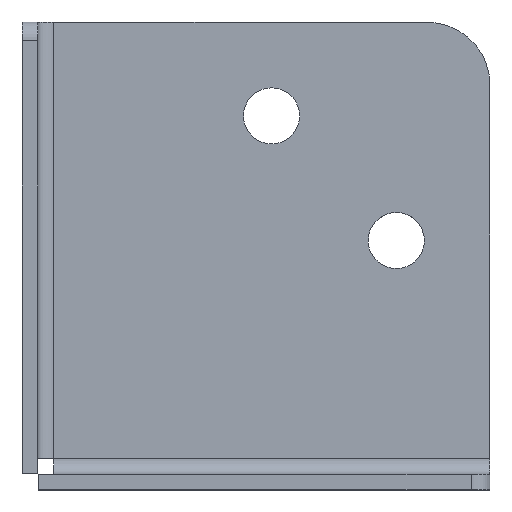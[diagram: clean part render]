
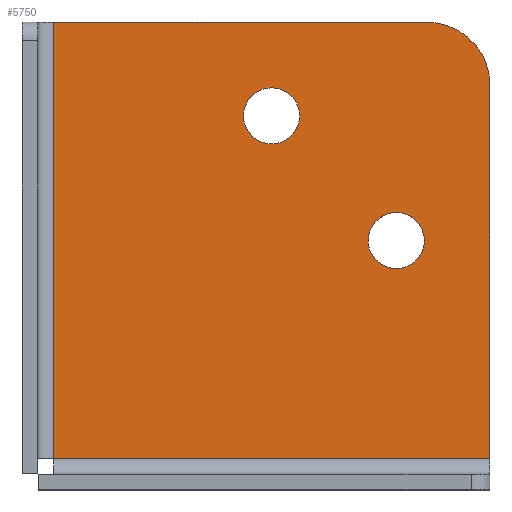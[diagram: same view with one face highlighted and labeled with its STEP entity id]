
A CAD part, top view. The second image highlights one B-rep face of the part: STEP entity #5750.
In plain terms, the highlighted planar face has unit normal (0, 0, 1).
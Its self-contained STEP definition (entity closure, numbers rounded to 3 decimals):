
#60=CARTESIAN_POINT('',(65.,10.,0.));
#70=DIRECTION('',(0.,0.,1.));
#80=DIRECTION('',(1.,0.,0.));
#90=AXIS2_PLACEMENT_3D('',#60,#70,#80);
#100=CIRCLE('',#90,10.);
#110=CARTESIAN_POINT('',(65.,0.,0.));
#120=VERTEX_POINT('',#110);
#130=CARTESIAN_POINT('',(75.,10.,0.));
#140=VERTEX_POINT('',#130);
#150=EDGE_CURVE('',#120,#140,#100,.T.);
#630=CARTESIAN_POINT('',(5.06,0.,0.));
#640=VERTEX_POINT('',#630);
#670=CARTESIAN_POINT('',(0.,0.,0.));
#680=DIRECTION('',(1.,0.,0.));
#690=VECTOR('',#680,1.);
#700=LINE('',#670,#690);
#710=EDGE_CURVE('',#640,#120,#700,.T.);
#1220=CARTESIAN_POINT('',(75.,75.,0.));
#1230=DIRECTION('',(0.,1.,0.));
#1240=VECTOR('',#1230,1.);
#1250=LINE('',#1220,#1240);
#1260=CARTESIAN_POINT('',(75.,69.94,0.));
#1270=VERTEX_POINT('',#1260);
#1280=EDGE_CURVE('',#140,#1270,#1250,.T.);
#2240=CARTESIAN_POINT('',(5.06,69.94,0.));
#2250=VERTEX_POINT('',#2240);
#5230=CARTESIAN_POINT('',(0.,75.,0.));
#5240=DIRECTION('',(-0.,-0.,-1.));
#5250=DIRECTION('',(0.,-1.,0.));
#5260=AXIS2_PLACEMENT_3D('',#5230,#5240,#5250);
#5270=PLANE('',#5260);
#5280=CARTESIAN_POINT('',(40.,15.,0.));
#5290=DIRECTION('',(0.,0.,1.));
#5300=DIRECTION('',(1.,0.,0.));
#5310=AXIS2_PLACEMENT_3D('',#5280,#5290,#5300);
#5320=CIRCLE('',#5310,4.5);
#5330=CARTESIAN_POINT('',(44.5,15.,0.));
#5340=VERTEX_POINT('',#5330);
#5350=CARTESIAN_POINT('',(35.5,15.,0.));
#5360=VERTEX_POINT('',#5350);
#5370=EDGE_CURVE('',#5340,#5360,#5320,.T.);
#5380=ORIENTED_EDGE('',*,*,#5370,.F.);
#5390=EDGE_CURVE('',#5360,#5340,#5320,.T.);
#5400=ORIENTED_EDGE('',*,*,#5390,.F.);
#5410=EDGE_LOOP('',(#5400,#5380));
#5420=FACE_BOUND('',#5410,.T.);
#5430=CARTESIAN_POINT('',(60.,35.,0.));
#5440=DIRECTION('',(0.,0.,1.));
#5450=DIRECTION('',(1.,0.,0.));
#5460=AXIS2_PLACEMENT_3D('',#5430,#5440,#5450);
#5470=CIRCLE('',#5460,4.5);
#5480=CARTESIAN_POINT('',(64.5,35.,0.));
#5490=VERTEX_POINT('',#5480);
#5500=CARTESIAN_POINT('',(55.5,35.,0.));
#5510=VERTEX_POINT('',#5500);
#5520=EDGE_CURVE('',#5490,#5510,#5470,.T.);
#5530=ORIENTED_EDGE('',*,*,#5520,.F.);
#5540=EDGE_CURVE('',#5510,#5490,#5470,.T.);
#5550=ORIENTED_EDGE('',*,*,#5540,.F.);
#5560=EDGE_LOOP('',(#5550,#5530));
#5570=FACE_BOUND('',#5560,.T.);
#5580=CARTESIAN_POINT('',(0.,69.94,0.));
#5590=DIRECTION('',(-1.,0.,0.));
#5600=VECTOR('',#5590,1.);
#5610=LINE('',#5580,#5600);
#5620=EDGE_CURVE('',#1270,#2250,#5610,.T.);
#5630=ORIENTED_EDGE('',*,*,#5620,.T.);
#5640=ORIENTED_EDGE('',*,*,#1280,.T.);
#5650=ORIENTED_EDGE('',*,*,#150,.T.);
#5660=ORIENTED_EDGE('',*,*,#710,.T.);
#5670=CARTESIAN_POINT('',(5.06,0.,0.));
#5680=DIRECTION('',(0.,-1.,0.));
#5690=VECTOR('',#5680,1.);
#5700=LINE('',#5670,#5690);
#5710=EDGE_CURVE('',#2250,#640,#5700,.T.);
#5720=ORIENTED_EDGE('',*,*,#5710,.T.);
#5730=EDGE_LOOP('',(#5720,#5660,#5650,#5640,#5630));
#5740=FACE_OUTER_BOUND('',#5730,.T.);
#5750=ADVANCED_FACE('',(#5420,#5570,#5740),#5270,.F.);
